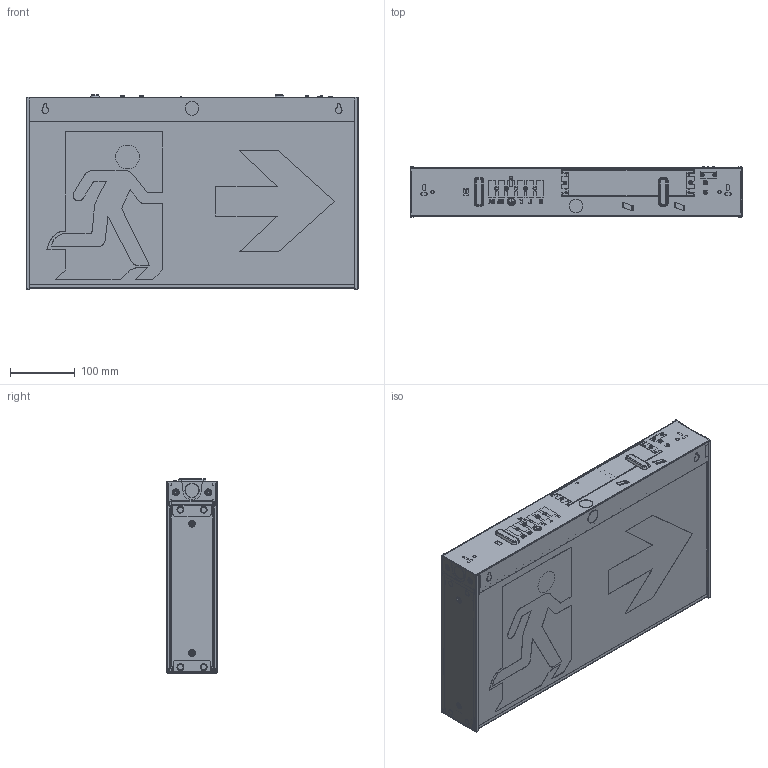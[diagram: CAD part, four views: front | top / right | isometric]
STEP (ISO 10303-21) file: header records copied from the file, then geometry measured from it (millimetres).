
FILE_DESCRIPTION((''),'2;1');
FILE_NAME('MJB','2025-09-16T',('ainger.jiang'),(''),'CREO PARAMETRIC BY PTC INC, 2015480','CREO PARAMETRIC BY PTC INC, 2015480','');
FILE_SCHEMA(('CONFIG_CONTROL_DESIGN'));
Products named in the file (1): MJB
Bounding box: 513.4 x 78.1 x 300.8 mm (x, y, z)
Volume: 28222 mm3; surface area: 958948.1 mm2
Topology: 8 solids, 16 shells, 5196 faces, 14043 edges, 8985 vertices
Faces by surface type: plane 3294, cylinder 995, cone 266, torus 234, bspline 204, extrusion 176, sphere 27
Entity records: 185734 total; most frequent: CARTESIAN_POINT 57558, ORIENTED_EDGE 27912, DIRECTION 24469, EDGE_CURVE 14000, VECTOR 9793, LINE 9617, VERTEX_POINT 8977, AXIS2_PLACEMENT_3D 7338
